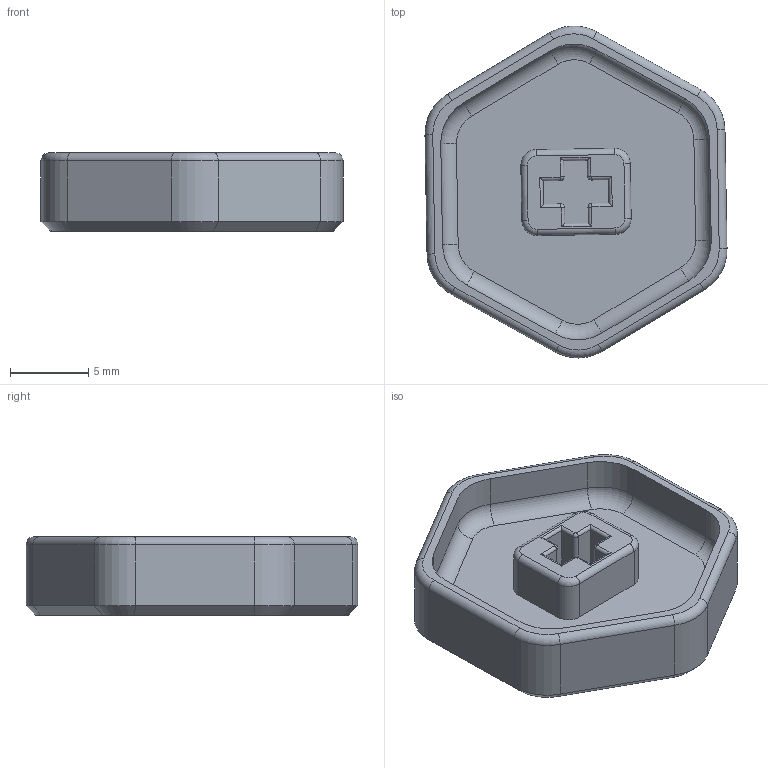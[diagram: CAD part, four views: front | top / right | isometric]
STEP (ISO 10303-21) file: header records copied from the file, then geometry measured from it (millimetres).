
FILE_DESCRIPTION(/* description */ (''),/* implementation_level */ '2;1');
FILE_NAME(/* name */ 'cover-empty v2.step',/* time_stamp */ '2020-02-04T10:26:46+01:00',/* author */ (''),/* organization */ (''),/* preprocessor_version */ 'ST-DEVELOPER v18',/* originating_system */ 'Autodesk Translation Framework v8.12.0.6',/* authorisation */ '');
FILE_SCHEMA (('AUTOMOTIVE_DESIGN { 1 0 10303 214 3 1 1 }'));
Length unit declared in the file: millimetre
Products named in the file (1): cover-empty
Bounding box: 19.33 x 21.24 x 5 mm (x, y, z)
Volume: 900.8 mm3; surface area: 1178.5 mm2
Topology: 1 solids, 1 shells, 113 faces, 264 edges, 156 vertices
Faces by surface type: cylinder 48, plane 39, torus 16, cone 6, bspline 4
Entity records: 3248 total; most frequent: DIRECTION 598, CARTESIAN_POINT 566, ORIENTED_EDGE 528, EDGE_CURVE 264, AXIS2_PLACEMENT_3D 224, VERTEX_POINT 156, LINE 150, VECTOR 150
